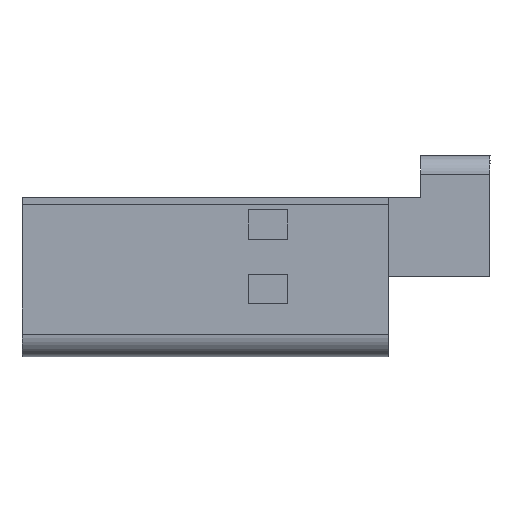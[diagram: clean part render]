
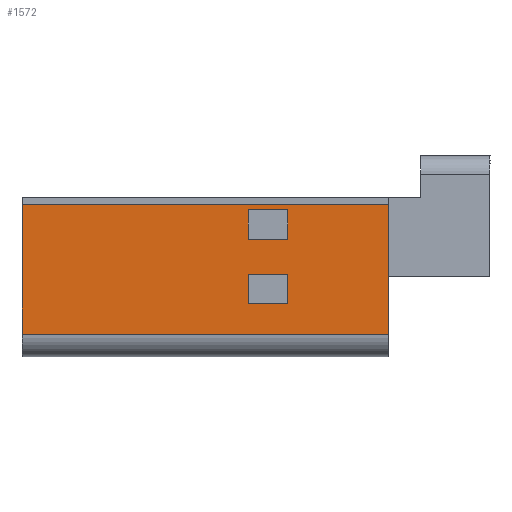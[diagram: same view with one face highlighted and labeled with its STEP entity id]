
A CAD part, front view. The second image highlights one B-rep face of the part: STEP entity #1572.
In plain terms, the highlighted planar face has unit normal (0, -1, 0).
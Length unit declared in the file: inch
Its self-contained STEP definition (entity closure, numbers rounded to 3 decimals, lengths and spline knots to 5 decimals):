
#16 = DIRECTION ( 'NONE',  ( 1., 0., 0. ) ) ;
#35 = EDGE_LOOP ( 'NONE', ( #286, #2147, #2996, #2313 ) ) ;
#146 = VERTEX_POINT ( 'NONE', #2383 ) ;
#184 = ORIENTED_EDGE ( 'NONE', *, *, #847, .F. ) ;
#204 = CARTESIAN_POINT ( 'NONE',  ( 1.158, 0.02854, -0.14114 ) ) ;
#242 = ORIENTED_EDGE ( 'NONE', *, *, #624, .T. ) ;
#263 = FACE_OUTER_BOUND ( 'NONE', #3084, .T. ) ;
#278 = CARTESIAN_POINT ( 'NONE',  ( 0.428, 0.02854, -0.14114 ) ) ;
#286 = ORIENTED_EDGE ( 'NONE', *, *, #1541, .F. ) ;
#308 = CARTESIAN_POINT ( 'NONE',  ( 0.428, 0.02854, -0.14114 ) ) ;
#342 = EDGE_CURVE ( 'NONE', #1816, #1199, #2010, .T. ) ;
#396 = VECTOR ( 'NONE', #2637, 39.37008 ) ;
#439 = CARTESIAN_POINT ( 'NONE',  ( 1.158, 0.02854, -0.14114 ) ) ;
#445 = CARTESIAN_POINT ( 'NONE',  ( 0.95721, 0.02854, 0.04756 ) ) ;
#461 = CARTESIAN_POINT ( 'NONE',  ( 0.87847, 0.02854, 0.10662 ) ) ;
#480 = CARTESIAN_POINT ( 'NONE',  ( 0.87847, 0.02854, 0.10662 ) ) ;
#511 = LINE ( 'NONE', #278, #2123 ) ;
#513 = VECTOR ( 'NONE', #2935, 39.37008 ) ;
#563 = CARTESIAN_POINT ( 'NONE',  ( 0.87847, 0.02854, 0.10662 ) ) ;
#570 = EDGE_CURVE ( 'NONE', #1291, #1816, #2393, .T. ) ;
#577 = CARTESIAN_POINT ( 'NONE',  ( 0.87847, 0.02854, -0.02212 ) ) ;
#585 = DIRECTION ( 'NONE',  ( 0., 0., -1. ) ) ;
#624 = EDGE_CURVE ( 'NONE', #697, #3152, #511, .T. ) ;
#697 = VERTEX_POINT ( 'NONE', #2006 ) ;
#732 = ORIENTED_EDGE ( 'NONE', *, *, #2968, .F. ) ;
#760 = CARTESIAN_POINT ( 'NONE',  ( 0.95721, 0.02854, 0.10662 ) ) ;
#809 = ORIENTED_EDGE ( 'NONE', *, *, #2686, .F. ) ;
#823 = ORIENTED_EDGE ( 'NONE', *, *, #1420, .F. ) ;
#847 = EDGE_CURVE ( 'NONE', #1717, #1312, #3167, .T. ) ;
#852 = CARTESIAN_POINT ( 'NONE',  ( 0.87847, 0.02854, -0.08118 ) ) ;
#910 = DIRECTION ( 'NONE',  ( -1., 0., 0. ) ) ;
#924 = CARTESIAN_POINT ( 'NONE',  ( 0.87847, 0.02854, -0.02212 ) ) ;
#931 = LINE ( 'NONE', #204, #3160 ) ;
#941 = ORIENTED_EDGE ( 'NONE', *, *, #3107, .F. ) ;
#998 = LINE ( 'NONE', #1315, #3024 ) ;
#1049 = CARTESIAN_POINT ( 'NONE',  ( 0.87847, 0.02854, 0.04756 ) ) ;
#1090 = EDGE_LOOP ( 'NONE', ( #941, #184, #823, #732 ) ) ;
#1122 = CARTESIAN_POINT ( 'NONE',  ( 1.158, 0.02854, 0.11646 ) ) ;
#1123 = LINE ( 'NONE', #3081, #2303 ) ;
#1164 = DIRECTION ( 'NONE',  ( 0., 0., -1. ) ) ;
#1186 = LINE ( 'NONE', #2169, #513 ) ;
#1199 = VERTEX_POINT ( 'NONE', #2272 ) ;
#1242 = LINE ( 'NONE', #1049, #1301 ) ;
#1285 = DIRECTION ( 'NONE',  ( 0., 0., -1. ) ) ;
#1291 = VERTEX_POINT ( 'NONE', #760 ) ;
#1301 = VECTOR ( 'NONE', #16, 39.37008 ) ;
#1312 = VERTEX_POINT ( 'NONE', #852 ) ;
#1315 = CARTESIAN_POINT ( 'NONE',  ( 0.95721, 0.02854, 0.10662 ) ) ;
#1384 = VECTOR ( 'NONE', #585, 39.37008 ) ;
#1394 = AXIS2_PLACEMENT_3D ( 'NONE', #308, #1721, #2970 ) ;
#1395 = DIRECTION ( 'NONE',  ( 1., 0., 0. ) ) ;
#1413 = DIRECTION ( 'NONE',  ( 0., 0., -1. ) ) ;
#1420 = EDGE_CURVE ( 'NONE', #2594, #1717, #3151, .T. ) ;
#1541 = EDGE_CURVE ( 'NONE', #1199, #1791, #1242, .T. ) ;
#1556 = ORIENTED_EDGE ( 'NONE', *, *, #2690, .T. ) ;
#1572 = ADVANCED_FACE ( 'NONE', ( #2478, #263, #1735 ), #2507, .T. ) ;
#1662 = VERTEX_POINT ( 'NONE', #2098 ) ;
#1701 = CARTESIAN_POINT ( 'NONE',  ( 0.87847, 0.02854, -0.02212 ) ) ;
#1717 = VERTEX_POINT ( 'NONE', #577 ) ;
#1721 = DIRECTION ( 'NONE',  ( 0., -1., 0. ) ) ;
#1722 = CARTESIAN_POINT ( 'NONE',  ( 0.95721, 0.02854, -0.02212 ) ) ;
#1735 = FACE_BOUND ( 'NONE', #1090, .T. ) ;
#1791 = VERTEX_POINT ( 'NONE', #445 ) ;
#1816 = VERTEX_POINT ( 'NONE', #461 ) ;
#1956 = CARTESIAN_POINT ( 'NONE',  ( 0.428, 0.02854, -0.14114 ) ) ;
#1968 = ORIENTED_EDGE ( 'NONE', *, *, #3116, .F. ) ;
#2004 = DIRECTION ( 'NONE',  ( 0., 0., 1. ) ) ;
#2006 = CARTESIAN_POINT ( 'NONE',  ( 0.428, 0.02854, -0.14114 ) ) ;
#2010 = LINE ( 'NONE', #563, #2291 ) ;
#2088 = VECTOR ( 'NONE', #1395, 39.37008 ) ;
#2098 = CARTESIAN_POINT ( 'NONE',  ( 0.95721, 0.02854, -0.08118 ) ) ;
#2123 = VECTOR ( 'NONE', #2247, 39.37008 ) ;
#2145 = EDGE_CURVE ( 'NONE', #1791, #1291, #998, .T. ) ;
#2147 = ORIENTED_EDGE ( 'NONE', *, *, #342, .F. ) ;
#2169 = CARTESIAN_POINT ( 'NONE',  ( 0.428, 0.02854, 0.11646 ) ) ;
#2247 = DIRECTION ( 'NONE',  ( 1., 0., 0. ) ) ;
#2272 = CARTESIAN_POINT ( 'NONE',  ( 0.87847, 0.02854, 0.04756 ) ) ;
#2291 = VECTOR ( 'NONE', #1285, 39.37008 ) ;
#2303 = VECTOR ( 'NONE', #2796, 39.37008 ) ;
#2313 = ORIENTED_EDGE ( 'NONE', *, *, #2145, .F. ) ;
#2373 = LINE ( 'NONE', #2856, #2088 ) ;
#2376 = LINE ( 'NONE', #1956, #3119 ) ;
#2383 = CARTESIAN_POINT ( 'NONE',  ( 0.428, 0.02854, 0.11646 ) ) ;
#2393 = LINE ( 'NONE', #480, #2831 ) ;
#2478 = FACE_BOUND ( 'NONE', #35, .T. ) ;
#2507 = PLANE ( 'NONE',  #1394 ) ;
#2594 = VERTEX_POINT ( 'NONE', #1722 ) ;
#2637 = DIRECTION ( 'NONE',  ( -1., 0., 0. ) ) ;
#2660 = VERTEX_POINT ( 'NONE', #1122 ) ;
#2686 = EDGE_CURVE ( 'NONE', #146, #2660, #1186, .T. ) ;
#2690 = EDGE_CURVE ( 'NONE', #146, #697, #2376, .T. ) ;
#2796 = DIRECTION ( 'NONE',  ( 0., 0., 1. ) ) ;
#2831 = VECTOR ( 'NONE', #910, 39.37008 ) ;
#2856 = CARTESIAN_POINT ( 'NONE',  ( 0.87847, 0.02854, -0.08118 ) ) ;
#2935 = DIRECTION ( 'NONE',  ( 1., 0., 0. ) ) ;
#2968 = EDGE_CURVE ( 'NONE', #1662, #2594, #1123, .T. ) ;
#2970 = DIRECTION ( 'NONE',  ( 0., 0., -1. ) ) ;
#2996 = ORIENTED_EDGE ( 'NONE', *, *, #570, .F. ) ;
#3024 = VECTOR ( 'NONE', #2004, 39.37008 ) ;
#3081 = CARTESIAN_POINT ( 'NONE',  ( 0.95721, 0.02854, -0.02212 ) ) ;
#3084 = EDGE_LOOP ( 'NONE', ( #1968, #809, #1556, #242 ) ) ;
#3107 = EDGE_CURVE ( 'NONE', #1312, #1662, #2373, .T. ) ;
#3116 = EDGE_CURVE ( 'NONE', #2660, #3152, #931, .T. ) ;
#3119 = VECTOR ( 'NONE', #1413, 39.37008 ) ;
#3151 = LINE ( 'NONE', #924, #396 ) ;
#3152 = VERTEX_POINT ( 'NONE', #439 ) ;
#3160 = VECTOR ( 'NONE', #1164, 39.37008 ) ;
#3167 = LINE ( 'NONE', #1701, #1384 ) ;
